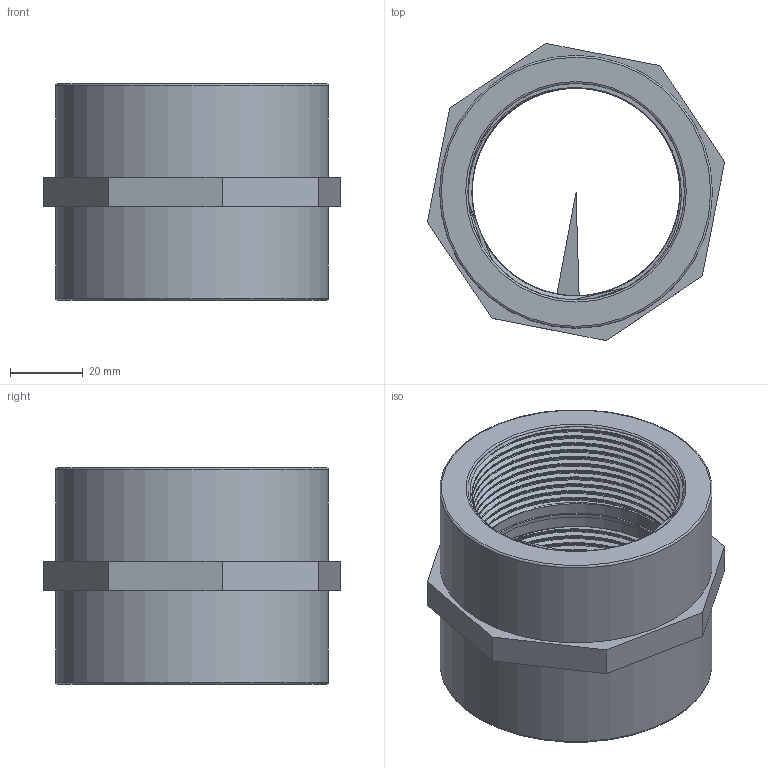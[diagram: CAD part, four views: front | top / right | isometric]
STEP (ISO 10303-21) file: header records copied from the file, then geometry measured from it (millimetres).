
FILE_DESCRIPTION(/* description */ (''),/* implementation_level */ '2;1');
FILE_NAME(/* name */ 'SO110630.ipt.stp',/* time_stamp */ '2017-01-24T17:52:13+01:00',/* author */ ('Gabriele'),/* organization */ (''),/* preprocessor_version */ 'ST-DEVELOPER v16.5',/* originating_system */ 'Autodesk Inventor 2017',/* authorisation */ '');
FILE_SCHEMA (('AUTOMOTIVE_DESIGN { 1 0 10303 214 3 1 1 }'));
Length unit declared in the file: millimetre
Products named in the file (1): SO110630
Bounding box: 81.68 x 81.68 x 59.4 mm (x, y, z)
Volume: 106595.4 mm3; surface area: 52447.5 mm2
Topology: 3 solids, 3 shells, 46 faces, 100 edges, 66 vertices
Faces by surface type: plane 20, bspline 12, cylinder 11, torus 3
Full cylindrical faces by diameter (mm): 57.61 x1, 58.61 x2, 59.61 x2, 75 x2
Entity records: 12758 total; most frequent: CARTESIAN_POINT 11837, ORIENTED_EDGE 180, DIRECTION 144, EDGE_CURVE 90, VERTEX_POINT 66, EDGE_LOOP 64, AXIS2_PLACEMENT_3D 60, FACE_OUTER_BOUND 46
